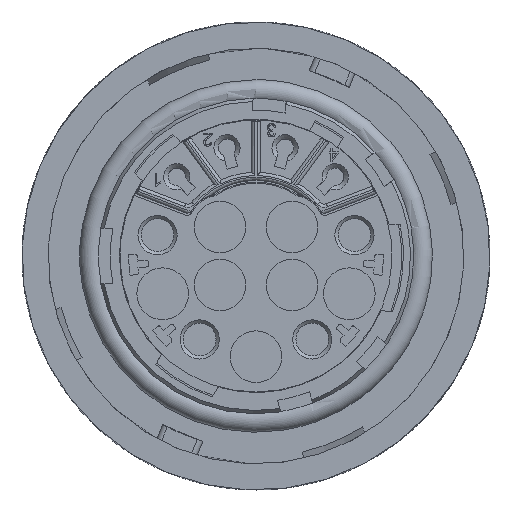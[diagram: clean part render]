
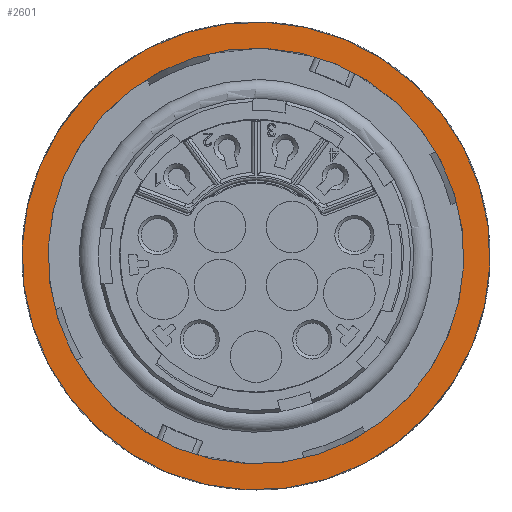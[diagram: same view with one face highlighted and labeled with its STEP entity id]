
A CAD part, left-side view. The second image highlights one B-rep face of the part: STEP entity #2601.
In plain terms, the highlighted planar face has unit normal (-1, 0, 0).
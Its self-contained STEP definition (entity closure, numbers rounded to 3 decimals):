
#907=FACE_BOUND('',#5280,.T.);
#908=FACE_BOUND('',#5281,.T.);
#1583=PLANE('',#22241);
#2601=ADVANCED_FACE('',(#907,#908),#1583,.T.);
#5280=EDGE_LOOP('',(#10970));
#5281=EDGE_LOOP('',(#10971));
#6120=CIRCLE('',#22163,21.5);
#6175=CIRCLE('',#22240,19.1);
#10970=ORIENTED_EDGE('',*,*,#16886,.T.);
#10971=ORIENTED_EDGE('',*,*,#16825,.F.);
#14063=VERTEX_POINT('',#36771);
#14068=VERTEX_POINT('',#37319);
#16825=EDGE_CURVE('',#14063,#14063,#6120,.T.);
#16886=EDGE_CURVE('',#14068,#14068,#6175,.T.);
#22163=AXIS2_PLACEMENT_3D('',#36770,#26394,#26395);
#22240=AXIS2_PLACEMENT_3D('',#37318,#26552,#26553);
#22241=AXIS2_PLACEMENT_3D('',#37320,#26554,#26555);
#26394=DIRECTION('',(1.,0.,0.));
#26395=DIRECTION('',(0.,0.924,0.382));
#26552=DIRECTION('',(1.,0.,0.));
#26553=DIRECTION('',(0.,0.924,0.382));
#26554=DIRECTION('',(-1.,0.,0.));
#26555=DIRECTION('',(0.,0.924,0.382));
#36770=CARTESIAN_POINT('',(-54.759,7.674,0.));
#36771=CARTESIAN_POINT('',(-54.759,27.545,8.21));
#37318=CARTESIAN_POINT('',(-54.759,7.674,0.));
#37319=CARTESIAN_POINT('',(-54.759,25.327,7.293));
#37320=CARTESIAN_POINT('',(-54.759,-23.122,12.603));
